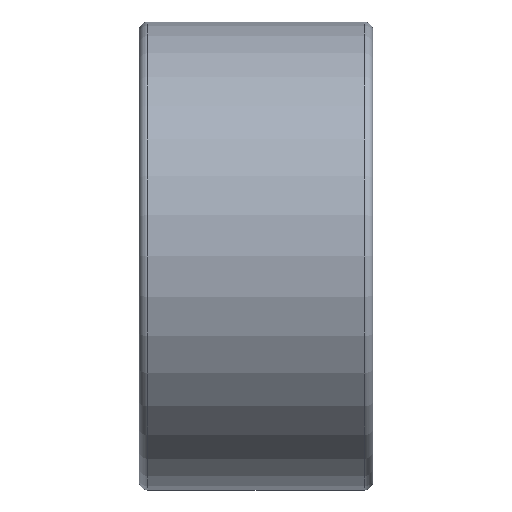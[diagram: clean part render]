
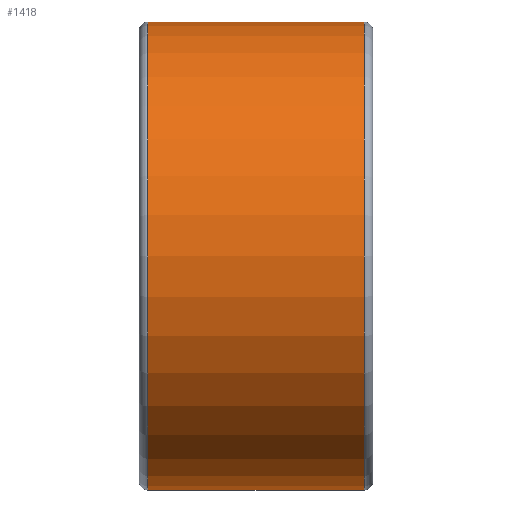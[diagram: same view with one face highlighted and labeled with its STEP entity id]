
A CAD part, front view. The second image highlights one B-rep face of the part: STEP entity #1418.
In plain terms, the highlighted cylindrical face has radius 4 mm (diameter 8 mm), a partial arc.
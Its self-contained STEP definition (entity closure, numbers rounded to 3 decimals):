
#45 = EDGE_CURVE ( 'NONE', #438, #3438, #200, .T. ) ;
#142 = EDGE_CURVE ( 'NONE', #3008, #619, #3509, .T. ) ;
#200 = LINE ( 'NONE', #5314, #5400 ) ;
#346 = ORIENTED_EDGE ( 'NONE', *, *, #832, .F. ) ;
#438 = VERTEX_POINT ( 'NONE', #4264 ) ;
#440 = ORIENTED_EDGE ( 'NONE', *, *, #142, .T. ) ;
#545 = ORIENTED_EDGE ( 'NONE', *, *, #45, .F. ) ;
#578 = ORIENTED_EDGE ( 'NONE', *, *, #882, .T. ) ;
#579 = CARTESIAN_POINT ( 'NONE',  ( 1.85, 0., 4. ) ) ;
#619 = VERTEX_POINT ( 'NONE', #1224 ) ;
#832 = EDGE_CURVE ( 'NONE', #3438, #619, #5216, .T. ) ;
#882 = EDGE_CURVE ( 'NONE', #438, #3008, #4170, .T. ) ;
#984 = EDGE_LOOP ( 'NONE', ( #545, #578, #440, #346 ) ) ;
#1016 = CARTESIAN_POINT ( 'NONE',  ( -1.85, 0., -4. ) ) ;
#1224 = CARTESIAN_POINT ( 'NONE',  ( 1.85, 0., -4. ) ) ;
#1316 = VECTOR ( 'NONE', #2772, 1000. ) ;
#1418 = ADVANCED_FACE ( 'NONE', ( #4826 ), #4330, .T. ) ;
#2620 = DIRECTION ( 'NONE',  ( 1., 0., 0. ) ) ;
#2641 = CARTESIAN_POINT ( 'NONE',  ( -20.637, 0., 0. ) ) ;
#2772 = DIRECTION ( 'NONE',  ( 1., 0., 0. ) ) ;
#2981 = CARTESIAN_POINT ( 'NONE',  ( -20.637, 0., -4. ) ) ;
#3008 = VERTEX_POINT ( 'NONE', #1016 ) ;
#3281 = DIRECTION ( 'NONE',  ( 0., 0., -1. ) ) ;
#3309 = DIRECTION ( 'NONE',  ( 0., 0., -1. ) ) ;
#3321 = DIRECTION ( 'NONE',  ( 1., 0., 0. ) ) ;
#3353 = CARTESIAN_POINT ( 'NONE',  ( -1.85, 0., 0. ) ) ;
#3438 = VERTEX_POINT ( 'NONE', #579 ) ;
#3509 = LINE ( 'NONE', #2981, #1316 ) ;
#4065 = DIRECTION ( 'NONE',  ( 0., 0., -1. ) ) ;
#4170 = CIRCLE ( 'NONE', #4678, 4. ) ;
#4236 = CARTESIAN_POINT ( 'NONE',  ( 1.85, 0., 0. ) ) ;
#4264 = CARTESIAN_POINT ( 'NONE',  ( -1.85, 0., 4. ) ) ;
#4265 = DIRECTION ( 'NONE',  ( 1., 0., 0. ) ) ;
#4330 = CYLINDRICAL_SURFACE ( 'NONE', #6561, 4. ) ;
#4678 = AXIS2_PLACEMENT_3D ( 'NONE', #3353, #3321, #3281 ) ;
#4826 = FACE_OUTER_BOUND ( 'NONE', #984, .T. ) ;
#5216 = CIRCLE ( 'NONE', #5668, 4. ) ;
#5283 = DIRECTION ( 'NONE',  ( 1., 0., 0. ) ) ;
#5314 = CARTESIAN_POINT ( 'NONE',  ( -20.637, 0., 4. ) ) ;
#5400 = VECTOR ( 'NONE', #5283, 1000. ) ;
#5668 = AXIS2_PLACEMENT_3D ( 'NONE', #4236, #4265, #4065 ) ;
#6561 = AXIS2_PLACEMENT_3D ( 'NONE', #2641, #2620, #3309 ) ;
